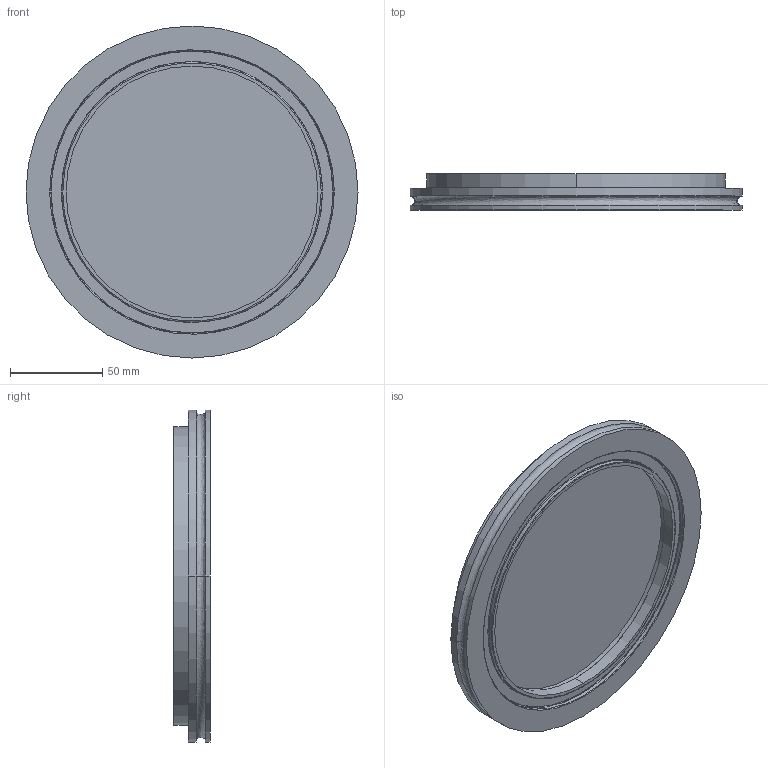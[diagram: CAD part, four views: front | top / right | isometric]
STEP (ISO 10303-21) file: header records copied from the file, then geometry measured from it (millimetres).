
FILE_DESCRIPTION (( 'STEP AP203' ), '1' );
FILE_NAME ('A10004-1-ISO.STEP', '2019-06-21T12:13:55', ( '' ), ( '' ), 'SwSTEP 2.0', 'SolidWorks 2019', '' );
FILE_SCHEMA (( 'CONFIG_CONTROL_DESIGN' ));
Length unit declared in the file: inch
Products named in the file (1): A10004-1-ISO
Bounding box: 180.09 x 19.68 x 180.09 mm (x, y, z)
Volume: 289134.7 mm3; surface area: 92051.3 mm2
Topology: 2 solids, 2 shells, 54 faces, 110 edges, 66 vertices
Faces by surface type: cylinder 22, bspline 18, plane 10, cone 2, torus 2
Entity records: 3716 total; most frequent: CARTESIAN_POINT 2552, DIRECTION 234, ORIENTED_EDGE 220, EDGE_CURVE 110, AXIS2_PLACEMENT_3D 105, CIRCLE 68, VERTEX_POINT 66, EDGE_LOOP 62
